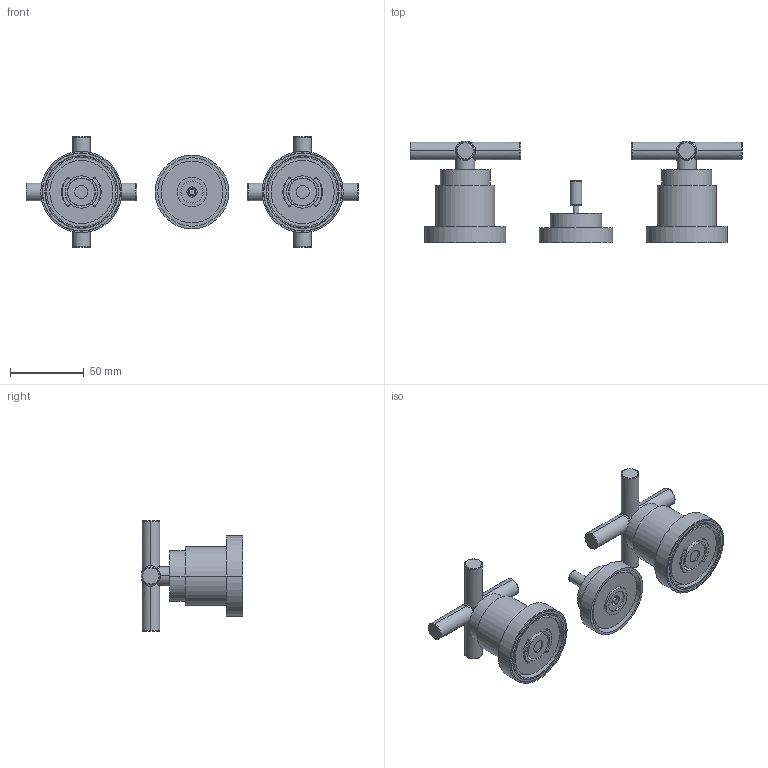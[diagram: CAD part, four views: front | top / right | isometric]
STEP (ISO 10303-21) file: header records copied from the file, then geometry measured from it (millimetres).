
FILE_DESCRIPTION((''),'2;1');
FILE_NAME('QTV116CR','2021-09-30T10:57:26',('ut3'),('PAFFONI SpA'),'CREO PARAMETRIC BY PTC INC, 2020044','CREO PARAMETRIC BY PTC INC, 2020044','');
FILE_SCHEMA(('CONFIG_CONTROL_DESIGN','SHAPE_APPEARANCE_LAYERS_GROUPS'));
Length unit declared in the file: millimetre
Products named in the file (1): QTV116CR
Bounding box: 225 x 68.7 x 75 mm (x, y, z)
Volume: 172024.5 mm3; surface area: 68202.2 mm2
Topology: 7 solids, 7 shells, 840 faces, 2408 edges, 1507 vertices
Faces by surface type: plane 396, cylinder 240, cone 78, torus 76, bspline 44, sphere 6
Entity records: 39694 total; most frequent: CARTESIAN_POINT 11920, ORIENTED_EDGE 4796, DIRECTION 4178, EDGE_CURVE 2398, AXIS2_PLACEMENT_3D 1632, VERTEX_POINT 1507, EDGE_LOOP 945, FILL_AREA_STYLE_COLOUR 932
